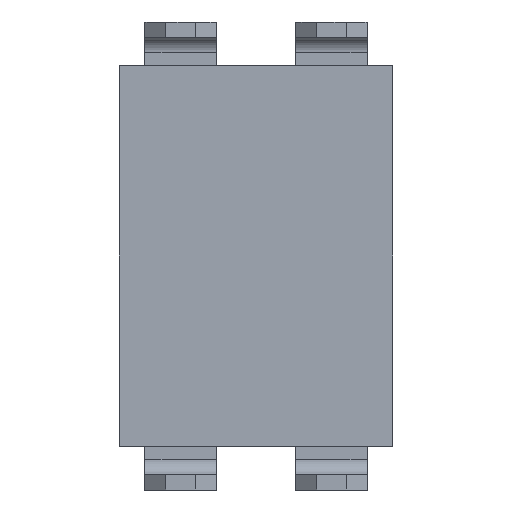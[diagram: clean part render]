
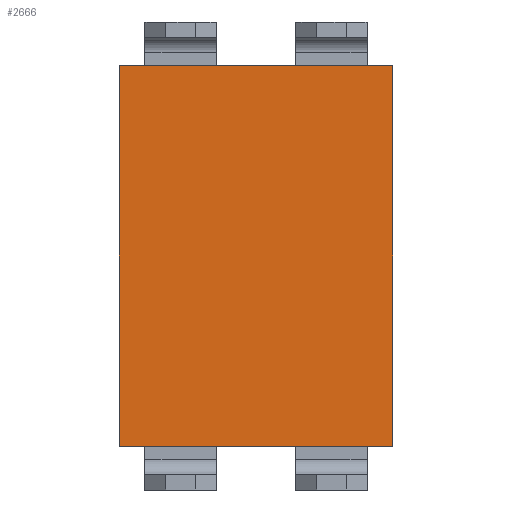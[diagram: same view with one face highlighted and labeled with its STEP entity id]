
A CAD part, front view. The second image highlights one B-rep face of the part: STEP entity #2666.
In plain terms, the highlighted planar face has unit normal (0, -1, 0).
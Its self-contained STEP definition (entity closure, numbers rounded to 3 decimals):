
#79 = VERTEX_POINT ( 'NONE', #2591 ) ;
#152 = VECTOR ( 'NONE', #1575, 1000. ) ;
#193 = CARTESIAN_POINT ( 'NONE',  ( -2.3, 0., 3.2 ) ) ;
#208 = FACE_OUTER_BOUND ( 'NONE', #2527, .T. ) ;
#235 = CARTESIAN_POINT ( 'NONE',  ( 2.3, 0., 3.2 ) ) ;
#284 = ORIENTED_EDGE ( 'NONE', *, *, #2613, .F. ) ;
#319 = CARTESIAN_POINT ( 'NONE',  ( 2.3, 0., 3.2 ) ) ;
#346 = VECTOR ( 'NONE', #2111, 1000. ) ;
#400 = ORIENTED_EDGE ( 'NONE', *, *, #2762, .F. ) ;
#408 = ORIENTED_EDGE ( 'NONE', *, *, #2007, .F. ) ;
#559 = CARTESIAN_POINT ( 'NONE',  ( -2.3, 0., 3.2 ) ) ;
#1008 = VECTOR ( 'NONE', #1421, 1000. ) ;
#1113 = PLANE ( 'NONE',  #1204 ) ;
#1204 = AXIS2_PLACEMENT_3D ( 'NONE', #1699, #1716, #1647 ) ;
#1214 = VERTEX_POINT ( 'NONE', #319 ) ;
#1311 = CARTESIAN_POINT ( 'NONE',  ( 2.3, 0., -3.2 ) ) ;
#1317 = DIRECTION ( 'NONE',  ( 0., 0., -1. ) ) ;
#1383 = LINE ( 'NONE', #2055, #152 ) ;
#1390 = CARTESIAN_POINT ( 'NONE',  ( -2.3, 0., -3.2 ) ) ;
#1421 = DIRECTION ( 'NONE',  ( -1., 0., 0. ) ) ;
#1575 = DIRECTION ( 'NONE',  ( 0., 0., 1. ) ) ;
#1610 = LINE ( 'NONE', #1390, #1008 ) ;
#1647 = DIRECTION ( 'NONE',  ( 0., 0., 1. ) ) ;
#1699 = CARTESIAN_POINT ( 'NONE',  ( -2.3, 0., 3.2 ) ) ;
#1716 = DIRECTION ( 'NONE',  ( 0., 1., 0. ) ) ;
#1820 = EDGE_CURVE ( 'NONE', #2510, #1214, #2824, .T. ) ;
#2007 = EDGE_CURVE ( 'NONE', #2493, #79, #1610, .T. ) ;
#2032 = LINE ( 'NONE', #235, #2705 ) ;
#2055 = CARTESIAN_POINT ( 'NONE',  ( -2.3, 0., 3.2 ) ) ;
#2111 = DIRECTION ( 'NONE',  ( 1., 0., 0. ) ) ;
#2493 = VERTEX_POINT ( 'NONE', #1311 ) ;
#2510 = VERTEX_POINT ( 'NONE', #193 ) ;
#2527 = EDGE_LOOP ( 'NONE', ( #408, #400, #2855, #284 ) ) ;
#2591 = CARTESIAN_POINT ( 'NONE',  ( -2.3, 0., -3.2 ) ) ;
#2613 = EDGE_CURVE ( 'NONE', #79, #2510, #1383, .T. ) ;
#2666 = ADVANCED_FACE ( 'NONE', ( #208 ), #1113, .F. ) ;
#2705 = VECTOR ( 'NONE', #1317, 1000. ) ;
#2762 = EDGE_CURVE ( 'NONE', #1214, #2493, #2032, .T. ) ;
#2824 = LINE ( 'NONE', #559, #346 ) ;
#2855 = ORIENTED_EDGE ( 'NONE', *, *, #1820, .F. ) ;
